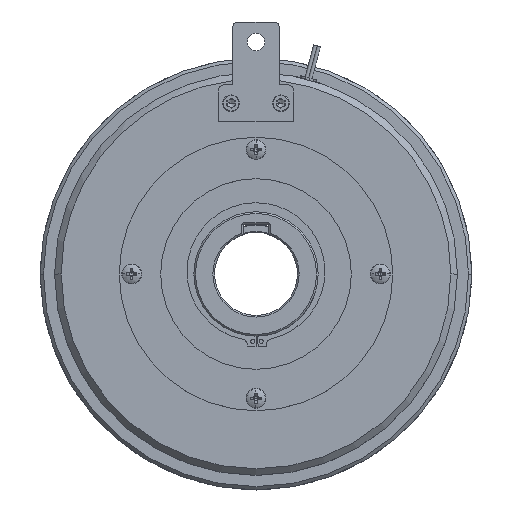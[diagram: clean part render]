
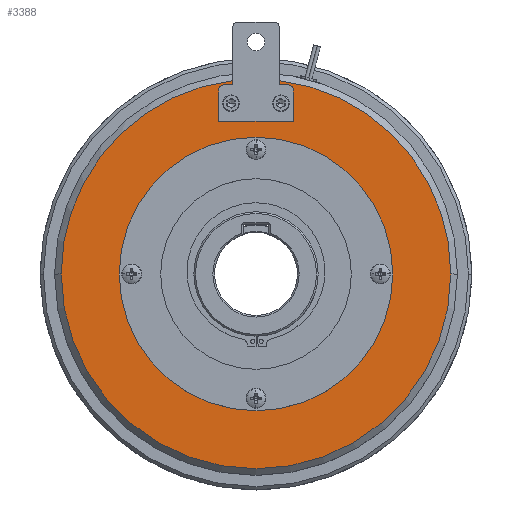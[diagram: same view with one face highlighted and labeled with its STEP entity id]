
A CAD part, top view. The second image highlights one B-rep face of the part: STEP entity #3388.
In plain terms, the highlighted planar face has unit normal (0, 0, 1).
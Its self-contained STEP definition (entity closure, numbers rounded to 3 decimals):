
#3199 = ORIENTED_EDGE ( 'NONE', *, *, #3200, .T. ) ;
#3200 = EDGE_CURVE ( 'NONE', #30241, #30083, #34269, .T. ) ;
#3201 = ORIENTED_EDGE ( 'NONE', *, *, #30070, .T. ) ;
#3205 = ORIENTED_EDGE ( 'NONE', *, *, #3206, .F. ) ;
#3206 = EDGE_CURVE ( 'NONE', #3310, #3309, #34258, .T. ) ;
#3207 = ORIENTED_EDGE ( 'NONE', *, *, #3208, .T. ) ;
#3208 = EDGE_CURVE ( 'NONE', #3310, #3209, #34237, .T. ) ;
#3209 = VERTEX_POINT ( 'NONE', #34232 ) ;
#3294 = EDGE_CURVE ( 'NONE', #30191, #3295, #55232, .T. ) ;
#3295 = VERTEX_POINT ( 'NONE', #55228 ) ;
#3296 = ORIENTED_EDGE ( 'NONE', *, *, #30190, .T. ) ;
#3306 = ORIENTED_EDGE ( 'NONE', *, *, #3307, .F. ) ;
#3307 = EDGE_CURVE ( 'NONE', #3309, #30084, #55181, .T. ) ;
#3309 = VERTEX_POINT ( 'NONE', #42322 ) ;
#3310 = VERTEX_POINT ( 'NONE', #42310 ) ;
#3388 = ADVANCED_FACE ( 'NONE', ( #42538, #42537 ), #42546, .T. ) ;
#3389 = EDGE_LOOP ( 'NONE', ( #3390, #3296, #3199, #3201, #3306, #3205, #3207, #3439, #3598, #3580, #3575, #3569 ) ) ;
#3390 = ORIENTED_EDGE ( 'NONE', *, *, #3294, .F. ) ;
#3439 = ORIENTED_EDGE ( 'NONE', *, *, #3535, .F. ) ;
#3446 = EDGE_CURVE ( 'NONE', #3295, #3577, #42856, .T. ) ;
#3447 = ORIENTED_EDGE ( 'NONE', *, *, #3574, .F. ) ;
#3504 = ORIENTED_EDGE ( 'NONE', *, *, #30081, .F. ) ;
#3535 = EDGE_CURVE ( 'NONE', #3579, #3209, #42726, .T. ) ;
#3558 = VERTEX_POINT ( 'NONE', #42778 ) ;
#3561 = EDGE_CURVE ( 'NONE', #3558, #3599, #42662, .T. ) ;
#3569 = ORIENTED_EDGE ( 'NONE', *, *, #3446, .F. ) ;
#3574 = EDGE_CURVE ( 'NONE', #30082, #30072, #43558, .T. ) ;
#3575 = ORIENTED_EDGE ( 'NONE', *, *, #3576, .T. ) ;
#3576 = EDGE_CURVE ( 'NONE', #3558, #3577, #43587, .T. ) ;
#3577 = VERTEX_POINT ( 'NONE', #43601 ) ;
#3579 = VERTEX_POINT ( 'NONE', #43599 ) ;
#3580 = ORIENTED_EDGE ( 'NONE', *, *, #3561, .F. ) ;
#3597 = EDGE_LOOP ( 'NONE', ( #3447, #3504 ) ) ;
#3598 = ORIENTED_EDGE ( 'NONE', *, *, #3601, .F. ) ;
#3599 = VERTEX_POINT ( 'NONE', #43438 ) ;
#3601 = EDGE_CURVE ( 'NONE', #3599, #3579, #43291, .T. ) ;
#30070 = EDGE_CURVE ( 'NONE', #30083, #30084, #37717, .T. ) ;
#30072 = VERTEX_POINT ( 'NONE', #37680 ) ;
#30081 = EDGE_CURVE ( 'NONE', #30072, #30082, #37633, .T. ) ;
#30082 = VERTEX_POINT ( 'NONE', #37628 ) ;
#30083 = VERTEX_POINT ( 'NONE', #37627 ) ;
#30084 = VERTEX_POINT ( 'NONE', #37626 ) ;
#30190 = EDGE_CURVE ( 'NONE', #30191, #30241, #37804, .T. ) ;
#30191 = VERTEX_POINT ( 'NONE', #37799 ) ;
#30241 = VERTEX_POINT ( 'NONE', #38050 ) ;
#34232 = CARTESIAN_POINT ( 'NONE',  ( 22.5, 111., 40. ) ) ;
#34233 = DIRECTION ( 'NONE',  ( 1., 0., 0. ) ) ;
#34234 = DIRECTION ( 'NONE',  ( 0., 0., -1. ) ) ;
#34235 = CARTESIAN_POINT ( 'NONE',  ( 19.5, 111., 40. ) ) ;
#34236 = AXIS2_PLACEMENT_3D ( 'NONE', #34235, #34234, #34233 ) ;
#34237 = CIRCLE ( 'NONE', #34236, 3. ) ;
#34238 = DIRECTION ( 'NONE',  ( -1., 0., 0. ) ) ;
#34239 = VECTOR ( 'NONE', #34238, 1000. ) ;
#34240 = CARTESIAN_POINT ( 'NONE',  ( 14., 114., 40. ) ) ;
#34258 = LINE ( 'NONE', #34240, #34239 ) ;
#34265 = DIRECTION ( 'NONE',  ( 1., 0., 0. ) ) ;
#34266 = DIRECTION ( 'NONE',  ( 0., 0., 1. ) ) ;
#34267 = CARTESIAN_POINT ( 'NONE',  ( 0., 0., 40. ) ) ;
#34268 = AXIS2_PLACEMENT_3D ( 'NONE', #34267, #34266, #34265 ) ;
#34269 = CIRCLE ( 'NONE', #34268, 117.5 ) ;
#37626 = CARTESIAN_POINT ( 'NONE',  ( 14., 116.663, 40. ) ) ;
#37627 = CARTESIAN_POINT ( 'NONE',  ( 117.5, 0., 40. ) ) ;
#37628 = CARTESIAN_POINT ( 'NONE',  ( -82.5, 0., 40. ) ) ;
#37629 = DIRECTION ( 'NONE',  ( 1., 0., 0. ) ) ;
#37630 = DIRECTION ( 'NONE',  ( 0., 0., 1. ) ) ;
#37631 = CARTESIAN_POINT ( 'NONE',  ( 0., 0., 40. ) ) ;
#37632 = AXIS2_PLACEMENT_3D ( 'NONE', #37631, #37630, #37629 ) ;
#37633 = CIRCLE ( 'NONE', #37632, 82.5 ) ;
#37680 = CARTESIAN_POINT ( 'NONE',  ( 82.5, 0., 40. ) ) ;
#37695 = AXIS2_PLACEMENT_3D ( 'NONE', #37772, #37771, #37770 ) ;
#37717 = CIRCLE ( 'NONE', #37695, 117.5 ) ;
#37770 = DIRECTION ( 'NONE',  ( 1., 0., 0. ) ) ;
#37771 = DIRECTION ( 'NONE',  ( 0., 0., 1. ) ) ;
#37772 = CARTESIAN_POINT ( 'NONE',  ( 0., 0., 40. ) ) ;
#37799 = CARTESIAN_POINT ( 'NONE',  ( -14., 116.663, 40. ) ) ;
#37800 = DIRECTION ( 'NONE',  ( 1., 0., 0. ) ) ;
#37801 = DIRECTION ( 'NONE',  ( 0., 0., 1. ) ) ;
#37802 = CARTESIAN_POINT ( 'NONE',  ( 0., 0., 40. ) ) ;
#37803 = AXIS2_PLACEMENT_3D ( 'NONE', #37802, #37801, #37800 ) ;
#37804 = CIRCLE ( 'NONE', #37803, 117.5 ) ;
#38050 = CARTESIAN_POINT ( 'NONE',  ( -117.5, 0., 40. ) ) ;
#42310 = CARTESIAN_POINT ( 'NONE',  ( 19.5, 114., 40. ) ) ;
#42322 = CARTESIAN_POINT ( 'NONE',  ( 14., 114., 40. ) ) ;
#42528 = DIRECTION ( 'NONE',  ( 1., 0., 0. ) ) ;
#42529 = DIRECTION ( 'NONE',  ( 0., 0., 1. ) ) ;
#42534 = CARTESIAN_POINT ( 'NONE',  ( 0., 0., 40. ) ) ;
#42536 = AXIS2_PLACEMENT_3D ( 'NONE', #42534, #42529, #42528 ) ;
#42537 = FACE_BOUND ( 'NONE', #3597, .T. ) ;
#42538 = FACE_OUTER_BOUND ( 'NONE', #3389, .T. ) ;
#42546 = PLANE ( 'NONE',  #42536 ) ;
#42657 = DIRECTION ( 'NONE',  ( 0., -1., 0. ) ) ;
#42659 = VECTOR ( 'NONE', #42657, 1000. ) ;
#42661 = CARTESIAN_POINT ( 'NONE',  ( -22.5, 114., 40. ) ) ;
#42662 = LINE ( 'NONE', #42661, #42659 ) ;
#42712 = DIRECTION ( 'NONE',  ( 0., 1., 0. ) ) ;
#42713 = VECTOR ( 'NONE', #42712, 1000. ) ;
#42715 = CARTESIAN_POINT ( 'NONE',  ( 22.5, 114., 40. ) ) ;
#42726 = LINE ( 'NONE', #42715, #42713 ) ;
#42748 = DIRECTION ( 'NONE',  ( -1., 0., 0. ) ) ;
#42749 = VECTOR ( 'NONE', #42748, 1000. ) ;
#42778 = CARTESIAN_POINT ( 'NONE',  ( -22.5, 111., 40. ) ) ;
#42855 = CARTESIAN_POINT ( 'NONE',  ( -22.5, 114., 40. ) ) ;
#42856 = LINE ( 'NONE', #42855, #42749 ) ;
#43285 = DIRECTION ( 'NONE',  ( 1., 0., 0. ) ) ;
#43287 = VECTOR ( 'NONE', #43285, 1000. ) ;
#43289 = CARTESIAN_POINT ( 'NONE',  ( -22.5, 92., 40. ) ) ;
#43291 = LINE ( 'NONE', #43289, #43287 ) ;
#43303 = CARTESIAN_POINT ( 'NONE',  ( -19.5, 111., 40. ) ) ;
#43348 = DIRECTION ( 'NONE',  ( 1., 0., 0. ) ) ;
#43431 = DIRECTION ( 'NONE',  ( 0., 0., -1. ) ) ;
#43438 = CARTESIAN_POINT ( 'NONE',  ( -22.5, 92., 40. ) ) ;
#43558 = CIRCLE ( 'NONE', #43704, 82.5 ) ;
#43587 = CIRCLE ( 'NONE', #43602, 3. ) ;
#43599 = CARTESIAN_POINT ( 'NONE',  ( 22.5, 92., 40. ) ) ;
#43601 = CARTESIAN_POINT ( 'NONE',  ( -19.5, 114., 40. ) ) ;
#43602 = AXIS2_PLACEMENT_3D ( 'NONE', #43303, #43431, #43348 ) ;
#43631 = CARTESIAN_POINT ( 'NONE',  ( 0., 0., 40. ) ) ;
#43704 = AXIS2_PLACEMENT_3D ( 'NONE', #43631, #43757, #43747 ) ;
#43747 = DIRECTION ( 'NONE',  ( 1., 0., 0. ) ) ;
#43757 = DIRECTION ( 'NONE',  ( 0., 0., 1. ) ) ;
#55178 = DIRECTION ( 'NONE',  ( 0., 1., 0. ) ) ;
#55179 = VECTOR ( 'NONE', #55178, 1000. ) ;
#55180 = CARTESIAN_POINT ( 'NONE',  ( 14., 152., 40. ) ) ;
#55181 = LINE ( 'NONE', #55180, #55179 ) ;
#55228 = CARTESIAN_POINT ( 'NONE',  ( -14., 114., 40. ) ) ;
#55229 = DIRECTION ( 'NONE',  ( 0., -1., 0. ) ) ;
#55230 = VECTOR ( 'NONE', #55229, 1000. ) ;
#55231 = CARTESIAN_POINT ( 'NONE',  ( -14., 152., 40. ) ) ;
#55232 = LINE ( 'NONE', #55231, #55230 ) ;
